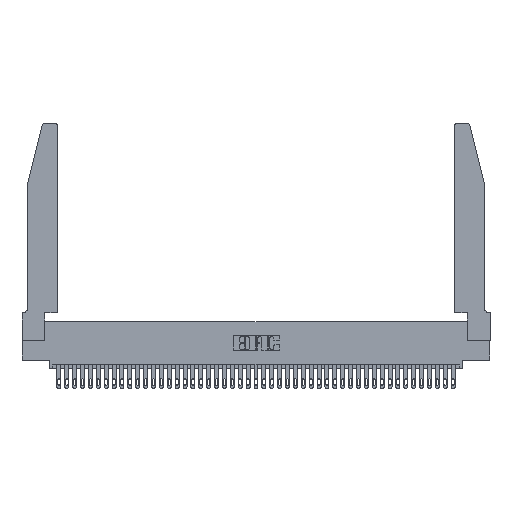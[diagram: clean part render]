
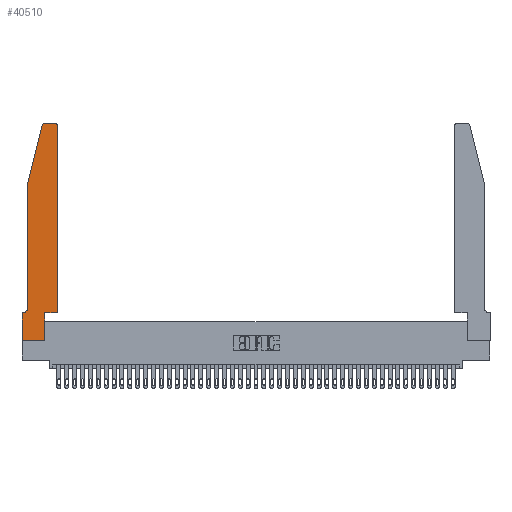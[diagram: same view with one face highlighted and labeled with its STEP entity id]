
A CAD part, top view. The second image highlights one B-rep face of the part: STEP entity #40510.
In plain terms, the highlighted planar face has unit normal (0, 0, 1).
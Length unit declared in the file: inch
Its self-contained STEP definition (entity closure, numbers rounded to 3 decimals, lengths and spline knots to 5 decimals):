
#114 = CARTESIAN_POINT ( 'NONE',  ( 0., 0., 0.37 ) ) ;
#447 = CARTESIAN_POINT ( 'NONE',  ( 0.0055, 0.35, 0.37 ) ) ;
#766 = LINE ( 'NONE', #35982, #21851 ) ;
#1402 = EDGE_CURVE ( 'NONE', #27495, #14290, #33761, .T. ) ;
#1495 = CARTESIAN_POINT ( 'NONE',  ( 0.0755, 0.42, 0.37 ) ) ;
#1503 = DIRECTION ( 'NONE',  ( 0., 0., 1. ) ) ;
#1771 = EDGE_CURVE ( 'NONE', #7183, #7708, #20492, .T. ) ;
#2154 = CARTESIAN_POINT ( 'NONE',  ( 0.2865, 0., 0.37 ) ) ;
#2491 = VERTEX_POINT ( 'NONE', #3988 ) ;
#2974 = VECTOR ( 'NONE', #29375, 39.37008 ) ;
#3229 = LINE ( 'NONE', #14169, #39591 ) ;
#3988 = CARTESIAN_POINT ( 'NONE',  ( 0.0755, 2., 0.37 ) ) ;
#4033 = LINE ( 'NONE', #5743, #2974 ) ;
#5127 = VERTEX_POINT ( 'NONE', #8381 ) ;
#5743 = CARTESIAN_POINT ( 'NONE',  ( 0.0755, 2., 0.37 ) ) ;
#6020 = ORIENTED_EDGE ( 'NONE', *, *, #40954, .T. ) ;
#6427 = VECTOR ( 'NONE', #38025, 39.37008 ) ;
#6435 = CARTESIAN_POINT ( 'NONE',  ( 0.4505, 2.72, 0.37 ) ) ;
#6638 = DIRECTION ( 'NONE',  ( 1., 0., 0. ) ) ;
#7183 = VERTEX_POINT ( 'NONE', #16296 ) ;
#7390 = ORIENTED_EDGE ( 'NONE', *, *, #25303, .T. ) ;
#7536 = DIRECTION ( 'NONE',  ( 0., -1., 0. ) ) ;
#7708 = VERTEX_POINT ( 'NONE', #25701 ) ;
#7863 = VECTOR ( 'NONE', #8255, 39.37008 ) ;
#7949 = ORIENTED_EDGE ( 'NONE', *, *, #17092, .T. ) ;
#8124 = VERTEX_POINT ( 'NONE', #6435 ) ;
#8255 = DIRECTION ( 'NONE',  ( -1., 0., 0. ) ) ;
#8282 = DIRECTION ( 'NONE',  ( 1., 0., 0. ) ) ;
#8381 = CARTESIAN_POINT ( 'NONE',  ( 0.25487, 2.72718, 0.37 ) ) ;
#8535 = CARTESIAN_POINT ( 'NONE',  ( 0.4205, 2.75, 0.37 ) ) ;
#9397 = EDGE_CURVE ( 'NONE', #8124, #33036, #42582, .T. ) ;
#9753 = PLANE ( 'NONE',  #35416 ) ;
#9775 = DIRECTION ( 'NONE',  ( 1., 0., 0. ) ) ;
#10071 = EDGE_CURVE ( 'NONE', #14290, #42696, #12974, .T. ) ;
#10339 = AXIS2_PLACEMENT_3D ( 'NONE', #17445, #31037, #13762 ) ;
#10517 = VERTEX_POINT ( 'NONE', #14528 ) ;
#11075 = CARTESIAN_POINT ( 'NONE',  ( 0., 0., 0.37 ) ) ;
#11457 = ORIENTED_EDGE ( 'NONE', *, *, #1402, .T. ) ;
#12220 = AXIS2_PLACEMENT_3D ( 'NONE', #41740, #1503, #8282 ) ;
#12974 = LINE ( 'NONE', #38580, #41985 ) ;
#13762 = DIRECTION ( 'NONE',  ( -1., 0., 0. ) ) ;
#14039 = CARTESIAN_POINT ( 'NONE',  ( 0.2865, 0.35, 0.37 ) ) ;
#14067 = CARTESIAN_POINT ( 'NONE',  ( 0., 0.35, 0.37 ) ) ;
#14169 = CARTESIAN_POINT ( 'NONE',  ( 0.0755, 2., 0.37 ) ) ;
#14290 = VERTEX_POINT ( 'NONE', #447 ) ;
#14528 = CARTESIAN_POINT ( 'NONE',  ( 0.284, 2.75, 0.37 ) ) ;
#14704 = VERTEX_POINT ( 'NONE', #2154 ) ;
#15519 = EDGE_LOOP ( 'NONE', ( #43234, #36658, #28845, #7390, #11457, #30110, #7949, #36961, #23695, #20055, #6020, #26203 ) ) ;
#16296 = CARTESIAN_POINT ( 'NONE',  ( 0.2865, 0.35, 0.37 ) ) ;
#16635 = VERTEX_POINT ( 'NONE', #22447 ) ;
#16711 = CARTESIAN_POINT ( 'NONE',  ( 0.4205, 2.72, 0.37 ) ) ;
#16801 = LINE ( 'NONE', #114, #20467 ) ;
#17092 = EDGE_CURVE ( 'NONE', #42696, #16635, #34994, .T. ) ;
#17165 = FACE_OUTER_BOUND ( 'NONE', #15519, .T. ) ;
#17445 = CARTESIAN_POINT ( 'NONE',  ( 0.0055, 0.42, 0.37 ) ) ;
#20055 = ORIENTED_EDGE ( 'NONE', *, *, #1771, .T. ) ;
#20467 = VECTOR ( 'NONE', #30516, 39.37008 ) ;
#20492 = LINE ( 'NONE', #29367, #22100 ) ;
#21417 = EDGE_CURVE ( 'NONE', #16635, #14704, #16801, .T. ) ;
#21851 = VECTOR ( 'NONE', #42428, 39.37008 ) ;
#22100 = VECTOR ( 'NONE', #32634, 39.37008 ) ;
#22447 = CARTESIAN_POINT ( 'NONE',  ( 0., 0., 0.37 ) ) ;
#23617 = DIRECTION ( 'NONE',  ( 0., 0., 1. ) ) ;
#23695 = ORIENTED_EDGE ( 'NONE', *, *, #37448, .T. ) ;
#24052 = CIRCLE ( 'NONE', #12220, 0.03 ) ;
#25303 = EDGE_CURVE ( 'NONE', #2491, #27495, #3229, .T. ) ;
#25701 = CARTESIAN_POINT ( 'NONE',  ( 0.4505, 0.35, 0.37 ) ) ;
#26203 = ORIENTED_EDGE ( 'NONE', *, *, #9397, .T. ) ;
#26883 = CARTESIAN_POINT ( 'NONE',  ( 0., 0.35, 0.37 ) ) ;
#27040 = DIRECTION ( 'NONE',  ( 0., 1., 0. ) ) ;
#27495 = VERTEX_POINT ( 'NONE', #1495 ) ;
#27756 = EDGE_CURVE ( 'NONE', #5127, #2491, #4033, .T. ) ;
#28460 = DIRECTION ( 'NONE',  ( -1., 0., 0. ) ) ;
#28845 = ORIENTED_EDGE ( 'NONE', *, *, #27756, .T. ) ;
#29003 = LINE ( 'NONE', #34988, #7863 ) ;
#29367 = CARTESIAN_POINT ( 'NONE',  ( 0.4505, 0.35, 0.37 ) ) ;
#29375 = DIRECTION ( 'NONE',  ( -0.239, -0.971, 0. ) ) ;
#30017 = DIRECTION ( 'NONE',  ( 0., 0., 1. ) ) ;
#30110 = ORIENTED_EDGE ( 'NONE', *, *, #10071, .T. ) ;
#30516 = DIRECTION ( 'NONE',  ( 1., 0., 0. ) ) ;
#31037 = DIRECTION ( 'NONE',  ( 0., 0., -1. ) ) ;
#31842 = EDGE_CURVE ( 'NONE', #10517, #5127, #24052, .T. ) ;
#32634 = DIRECTION ( 'NONE',  ( 1., 0., 0. ) ) ;
#33036 = VERTEX_POINT ( 'NONE', #8535 ) ;
#33761 = CIRCLE ( 'NONE', #10339, 0.07 ) ;
#34988 = CARTESIAN_POINT ( 'NONE',  ( 0.2605, 2.75, 0.37 ) ) ;
#34994 = LINE ( 'NONE', #11075, #6427 ) ;
#35416 = AXIS2_PLACEMENT_3D ( 'NONE', #26883, #23617, #6638 ) ;
#35729 = EDGE_CURVE ( 'NONE', #33036, #10517, #29003, .T. ) ;
#35982 = CARTESIAN_POINT ( 'NONE',  ( 0.4505, 0.35, 0.37 ) ) ;
#36106 = LINE ( 'NONE', #14039, #36284 ) ;
#36284 = VECTOR ( 'NONE', #27040, 39.37008 ) ;
#36658 = ORIENTED_EDGE ( 'NONE', *, *, #31842, .T. ) ;
#36961 = ORIENTED_EDGE ( 'NONE', *, *, #21417, .T. ) ;
#37448 = EDGE_CURVE ( 'NONE', #14704, #7183, #36106, .T. ) ;
#38025 = DIRECTION ( 'NONE',  ( 0., -1., 0. ) ) ;
#38580 = CARTESIAN_POINT ( 'NONE',  ( 0.0755, 0.35, 0.37 ) ) ;
#39591 = VECTOR ( 'NONE', #7536, 39.37008 ) ;
#40510 = ADVANCED_FACE ( 'NONE', ( #17165 ), #9753, .T. ) ;
#40954 = EDGE_CURVE ( 'NONE', #7708, #8124, #766, .T. ) ;
#41740 = CARTESIAN_POINT ( 'NONE',  ( 0.284, 2.72, 0.37 ) ) ;
#41828 = AXIS2_PLACEMENT_3D ( 'NONE', #16711, #30017, #9775 ) ;
#41985 = VECTOR ( 'NONE', #28460, 39.37008 ) ;
#42428 = DIRECTION ( 'NONE',  ( 0., 1., 0. ) ) ;
#42582 = CIRCLE ( 'NONE', #41828, 0.03 ) ;
#42696 = VERTEX_POINT ( 'NONE', #14067 ) ;
#43234 = ORIENTED_EDGE ( 'NONE', *, *, #35729, .T. ) ;
